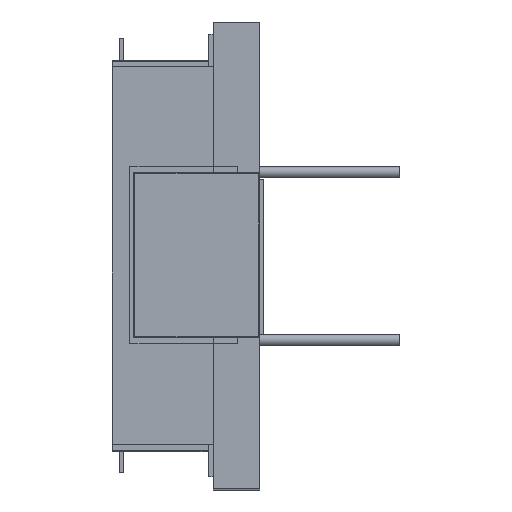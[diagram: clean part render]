
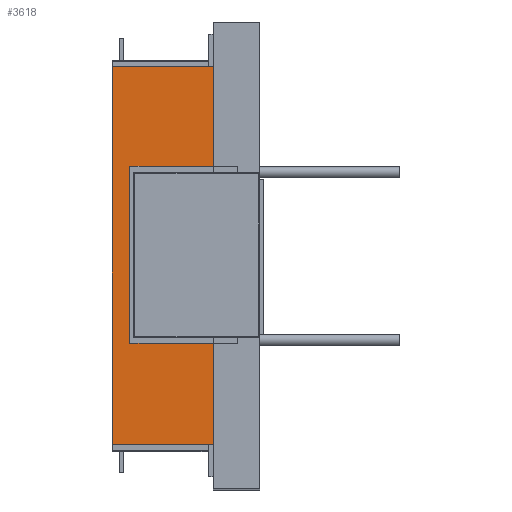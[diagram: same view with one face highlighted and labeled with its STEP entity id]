
A CAD part, top view. The second image highlights one B-rep face of the part: STEP entity #3618.
In plain terms, the highlighted planar face has unit normal (0, 0, 1).
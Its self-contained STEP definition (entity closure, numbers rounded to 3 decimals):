
#75=LINE('',#5353,#549);
#81=LINE('',#5365,#555);
#82=LINE('',#5368,#556);
#83=LINE('',#5370,#557);
#84=LINE('',#5372,#558);
#85=LINE('',#5373,#559);
#86=LINE('',#5375,#560);
#87=LINE('',#5377,#561);
#549=VECTOR('',#4339,1000.);
#555=VECTOR('',#4347,1000.);
#556=VECTOR('',#4348,1000.);
#557=VECTOR('',#4349,1000.);
#558=VECTOR('',#4350,1000.);
#559=VECTOR('',#4351,1000.);
#560=VECTOR('',#4352,1000.);
#561=VECTOR('',#4353,1000.);
#1185=ORIENTED_EDGE('',*,*,#2091,.T.);
#1186=ORIENTED_EDGE('',*,*,#2092,.F.);
#1187=ORIENTED_EDGE('',*,*,#2093,.F.);
#1188=ORIENTED_EDGE('',*,*,#2094,.T.);
#1189=ORIENTED_EDGE('',*,*,#2085,.T.);
#1190=ORIENTED_EDGE('',*,*,#2095,.T.);
#1191=ORIENTED_EDGE('',*,*,#2096,.F.);
#1192=ORIENTED_EDGE('',*,*,#2097,.F.);
#2085=EDGE_CURVE('',#2614,#2613,#75,.T.);
#2091=EDGE_CURVE('',#2619,#2620,#81,.T.);
#2092=EDGE_CURVE('',#2621,#2620,#82,.T.);
#2093=EDGE_CURVE('',#2622,#2621,#83,.T.);
#2094=EDGE_CURVE('',#2622,#2619,#84,.T.);
#2095=EDGE_CURVE('',#2613,#2623,#85,.T.);
#2096=EDGE_CURVE('',#2624,#2623,#86,.T.);
#2097=EDGE_CURVE('',#2614,#2624,#87,.T.);
#2613=VERTEX_POINT('',#5352);
#2614=VERTEX_POINT('',#5354);
#2619=VERTEX_POINT('',#5366);
#2620=VERTEX_POINT('',#5367);
#2621=VERTEX_POINT('',#5369);
#2622=VERTEX_POINT('',#5371);
#2623=VERTEX_POINT('',#5374);
#2624=VERTEX_POINT('',#5376);
#3029=EDGE_LOOP('',(#1185,#1186,#1187,#1188));
#3030=EDGE_LOOP('',(#1189,#1190,#1191,#1192));
#3248=FACE_BOUND('',#3029,.T.);
#3249=FACE_BOUND('',#3030,.T.);
#3446=PLANE('',#3993);
#3618=ADVANCED_FACE('',(#3248,#3249),#3446,.F.);
#3993=AXIS2_PLACEMENT_3D('',#5364,#4345,#4346);
#4339=DIRECTION('',(-1.,0.,0.));
#4345=DIRECTION('',(0.,0.,-1.));
#4346=DIRECTION('',(-1.,0.,0.));
#4347=DIRECTION('',(0.,1.,0.));
#4348=DIRECTION('',(-1.,0.,0.));
#4349=DIRECTION('',(0.,1.,0.));
#4350=DIRECTION('',(-1.,0.,0.));
#4351=DIRECTION('',(0.,-1.,0.));
#4352=DIRECTION('',(-1.,0.,0.));
#4353=DIRECTION('',(0.,-1.,0.));
#5352=CARTESIAN_POINT('',(-158.445,202.324,936.438));
#5353=CARTESIAN_POINT('',(-3.555,202.324,936.438));
#5354=CARTESIAN_POINT('',(-3.555,202.324,936.438));
#5364=CARTESIAN_POINT('',(-3.555,95.219,936.438));
#5365=CARTESIAN_POINT('',(-139.378,-210.085,936.438));
#5366=CARTESIAN_POINT('',(-139.378,-94.628,936.438));
#5367=CARTESIAN_POINT('',(-139.378,95.219,936.438));
#5368=CARTESIAN_POINT('',(-3.555,95.219,936.438));
#5369=CARTESIAN_POINT('',(-24.114,95.219,936.438));
#5370=CARTESIAN_POINT('',(-24.114,-210.085,936.438));
#5371=CARTESIAN_POINT('',(-24.114,-94.628,936.438));
#5372=CARTESIAN_POINT('',(-3.555,-94.628,936.438));
#5373=CARTESIAN_POINT('',(-158.445,-202.784,936.438));
#5374=CARTESIAN_POINT('',(-158.445,-202.784,936.438));
#5375=CARTESIAN_POINT('',(-3.555,-202.784,936.438));
#5376=CARTESIAN_POINT('',(-3.555,-202.784,936.438));
#5377=CARTESIAN_POINT('',(-3.555,-202.784,936.438));
